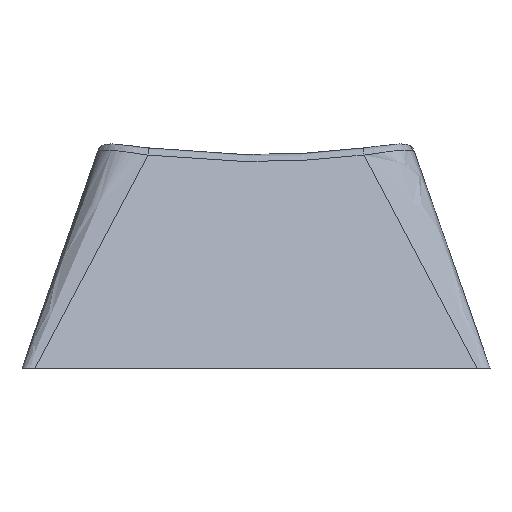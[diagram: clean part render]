
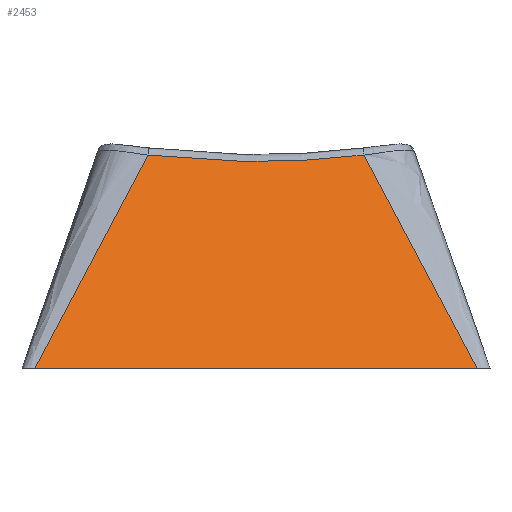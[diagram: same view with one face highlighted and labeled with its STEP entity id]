
A CAD part, front view. The second image highlights one B-rep face of the part: STEP entity #2453.
In plain terms, the highlighted planar face has unit normal (0, -0.918, 0.397).
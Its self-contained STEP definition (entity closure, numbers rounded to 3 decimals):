
#57=B_SPLINE_CURVE_WITH_KNOTS('',3,(#4118,#4119,#4120,#4121,#4122,#4123,
#4124,#4125,#4126,#4127),.UNSPECIFIED.,.F.,.F.,(4,3,3,4),(0.047,
5.892,10.114,10.162),.UNSPECIFIED.);
#61=B_SPLINE_CURVE_WITH_KNOTS('',3,(#4306,#4307,#4308,#4309,#4310,#4311,
#4312,#4313,#4314,#4315),.UNSPECIFIED.,.F.,.F.,(4,3,3,4),(0.047,5.892,
10.114,10.162),.UNSPECIFIED.);
#72=B_SPLINE_CURVE_WITH_KNOTS('',3,(#4569,#4570,#4571,#4572,#4573),
 .UNSPECIFIED.,.F.,.F.,(4,1,4),(-0.109,4.084,8.278),
 .UNSPECIFIED.);
#180=PLANE('',#2616);
#307=FACE_OUTER_BOUND('',#450,.T.);
#450=EDGE_LOOP('',(#2070,#2071,#2072,#2073));
#715=LINE('',#3850,#986);
#986=VECTOR('',#3071,10.);
#1221=VERTEX_POINT('',#3790);
#1222=VERTEX_POINT('',#3849);
#1234=VERTEX_POINT('',#4099);
#1236=VERTEX_POINT('',#4287);
#1520=EDGE_CURVE('',#1221,#1222,#715,.F.);
#1536=EDGE_CURVE('',#1222,#1234,#57,.F.);
#1540=EDGE_CURVE('',#1236,#1221,#61,.T.);
#1552=EDGE_CURVE('',#1236,#1234,#72,.F.);
#2070=ORIENTED_EDGE('',*,*,#1536,.F.);
#2071=ORIENTED_EDGE('',*,*,#1520,.F.);
#2072=ORIENTED_EDGE('',*,*,#1540,.F.);
#2073=ORIENTED_EDGE('',*,*,#1552,.T.);
#2453=ADVANCED_FACE('',(#307),#180,.T.);
#2616=AXIS2_PLACEMENT_3D('',#4568,#3084,#3085);
#3071=DIRECTION('',(1.,0.,0.));
#3084=DIRECTION('center_axis',(0.,-0.918,0.396));
#3085=DIRECTION('ref_axis',(0.,-0.396,-0.918));
#3790=CARTESIAN_POINT('',(8.555,-20.303,-20.));
#3849=CARTESIAN_POINT('',(-8.555,-20.303,-20.));
#3850=CARTESIAN_POINT('',(-8.555,-20.303,-20.));
#4099=CARTESIAN_POINT('',(-4.182,-16.745,-11.76));
#4118=CARTESIAN_POINT('Ctrl Pts',(-4.182,-16.745,-11.76));
#4119=CARTESIAN_POINT('Ctrl Pts',(-5.025,-17.431,-13.348));
#4120=CARTESIAN_POINT('Ctrl Pts',(-5.868,-18.116,-14.936));
#4121=CARTESIAN_POINT('Ctrl Pts',(-6.71,-18.802,-16.523));
#4122=CARTESIAN_POINT('Ctrl Pts',(-7.318,-19.297,-17.669));
#4123=CARTESIAN_POINT('Ctrl Pts',(-7.926,-19.792,-18.815));
#4124=CARTESIAN_POINT('Ctrl Pts',(-8.534,-20.287,-19.961));
#4125=CARTESIAN_POINT('Ctrl Pts',(-8.541,-20.292,-19.974));
#4126=CARTESIAN_POINT('Ctrl Pts',(-8.548,-20.298,-19.987));
#4127=CARTESIAN_POINT('Ctrl Pts',(-8.555,-20.303,-20.));
#4287=CARTESIAN_POINT('',(4.182,-16.745,-11.76));
#4306=CARTESIAN_POINT('Ctrl Pts',(4.182,-16.745,-11.76));
#4307=CARTESIAN_POINT('Ctrl Pts',(5.025,-17.431,-13.348));
#4308=CARTESIAN_POINT('Ctrl Pts',(5.868,-18.117,-14.936));
#4309=CARTESIAN_POINT('Ctrl Pts',(6.71,-18.802,-16.523));
#4310=CARTESIAN_POINT('Ctrl Pts',(7.318,-19.297,-17.669));
#4311=CARTESIAN_POINT('Ctrl Pts',(7.926,-19.792,-18.816));
#4312=CARTESIAN_POINT('Ctrl Pts',(8.534,-20.287,-19.961));
#4313=CARTESIAN_POINT('Ctrl Pts',(8.541,-20.292,-19.974));
#4314=CARTESIAN_POINT('Ctrl Pts',(8.548,-20.298,-19.987));
#4315=CARTESIAN_POINT('Ctrl Pts',(8.555,-20.303,-20.));
#4568=CARTESIAN_POINT('Origin',(-7.538,-18.4,-15.591));
#4569=CARTESIAN_POINT('Ctrl Pts',(-4.182,-16.745,-11.76));
#4570=CARTESIAN_POINT('Ctrl Pts',(-2.796,-16.818,-11.928));
#4571=CARTESIAN_POINT('Ctrl Pts',(0.,-16.891,
-12.097));
#4572=CARTESIAN_POINT('Ctrl Pts',(2.796,-16.818,-11.928));
#4573=CARTESIAN_POINT('Ctrl Pts',(4.182,-16.745,-11.76));
